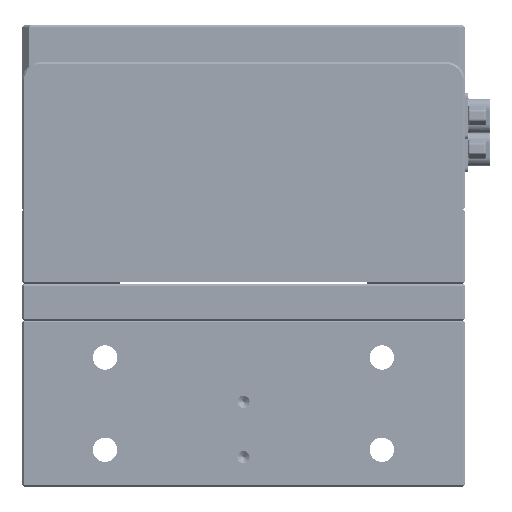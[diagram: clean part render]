
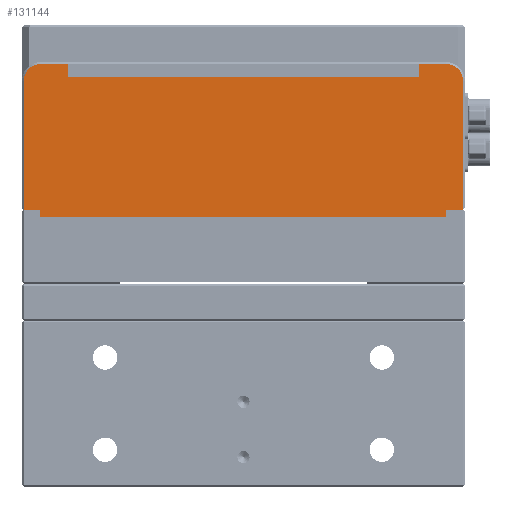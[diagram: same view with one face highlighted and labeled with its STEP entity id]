
A CAD part, front view. The second image highlights one B-rep face of the part: STEP entity #131144.
In plain terms, the highlighted planar face has unit normal (0, -1, 0).
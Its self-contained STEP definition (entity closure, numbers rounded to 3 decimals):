
#969 = CARTESIAN_POINT ( 'NONE',  ( 107., 0., 110.5 ) ) ;
#2348 = VERTEX_POINT ( 'NONE', #191841 ) ;
#3429 = CARTESIAN_POINT ( 'NONE',  ( 119.5, 0., 72.5 ) ) ;
#3561 = ORIENTED_EDGE ( 'NONE', *, *, #13780, .T. ) ;
#5989 = CARTESIAN_POINT ( 'NONE',  ( 107., 0., 110.5 ) ) ;
#8170 = VERTEX_POINT ( 'NONE', #213532 ) ;
#10192 = ORIENTED_EDGE ( 'NONE', *, *, #158795, .F. ) ;
#12152 = CARTESIAN_POINT ( 'NONE',  ( -0.5, 0., 74.5 ) ) ;
#12897 = VECTOR ( 'NONE', #140086, 1000. ) ;
#13780 = EDGE_CURVE ( 'NONE', #180019, #191116, #98360, .T. ) ;
#14351 = EDGE_CURVE ( 'NONE', #69469, #151494, #77029, .T. ) ;
#14744 = CARTESIAN_POINT ( 'NONE',  ( 114.5, 0., 72.5 ) ) ;
#14886 = EDGE_CURVE ( 'NONE', #98510, #8170, #55492, .T. ) ;
#15784 = CARTESIAN_POINT ( 'NONE',  ( 4.5, 0., 109.5 ) ) ;
#16592 = ORIENTED_EDGE ( 'NONE', *, *, #104279, .T. ) ;
#22029 = ORIENTED_EDGE ( 'NONE', *, *, #160812, .T. ) ;
#24867 = CARTESIAN_POINT ( 'NONE',  ( 107., 0., 114. ) ) ;
#25241 = LINE ( 'NONE', #68918, #86094 ) ;
#28401 = CARTESIAN_POINT ( 'NONE',  ( 12., 0., 114. ) ) ;
#32661 = VERTEX_POINT ( 'NONE', #73945 ) ;
#34572 = CARTESIAN_POINT ( 'NONE',  ( 114.5, 0., 109.5 ) ) ;
#42220 = EDGE_CURVE ( 'NONE', #123359, #210404, #214545, .T. ) ;
#44313 = CIRCLE ( 'NONE', #125424, 4.5 ) ;
#44983 = ORIENTED_EDGE ( 'NONE', *, *, #211449, .F. ) ;
#48722 = DIRECTION ( 'NONE',  ( 0., -1., 0. ) ) ;
#49550 = CARTESIAN_POINT ( 'NONE',  ( 114.5, 0., 114. ) ) ;
#51050 = CARTESIAN_POINT ( 'NONE',  ( 12., 0., 110.5 ) ) ;
#55492 = LINE ( 'NONE', #12152, #186034 ) ;
#60917 = CARTESIAN_POINT ( 'NONE',  ( 114.5, 0., 74.5 ) ) ;
#61077 = CARTESIAN_POINT ( 'NONE',  ( -0.5, 0., 74.5 ) ) ;
#64988 = ORIENTED_EDGE ( 'NONE', *, *, #155952, .T. ) ;
#65833 = LINE ( 'NONE', #3429, #12897 ) ;
#65981 = VECTOR ( 'NONE', #86312, 1000. ) ;
#68472 = VERTEX_POINT ( 'NONE', #81265 ) ;
#68918 = CARTESIAN_POINT ( 'NONE',  ( 119., 0., 109.5 ) ) ;
#69469 = VERTEX_POINT ( 'NONE', #148384 ) ;
#70632 = DIRECTION ( 'NONE',  ( 1., 0., 0. ) ) ;
#73061 = DIRECTION ( 'NONE',  ( 1., 0., 0. ) ) ;
#73224 = ORIENTED_EDGE ( 'NONE', *, *, #42220, .T. ) ;
#73945 = CARTESIAN_POINT ( 'NONE',  ( 12., 0., 110.5 ) ) ;
#77029 = LINE ( 'NONE', #60917, #124842 ) ;
#80852 = LINE ( 'NONE', #61077, #211501 ) ;
#81265 = CARTESIAN_POINT ( 'NONE',  ( 0., 0., 109.5 ) ) ;
#83511 = ORIENTED_EDGE ( 'NONE', *, *, #150421, .T. ) ;
#85111 = VECTOR ( 'NONE', #205737, 1000. ) ;
#86094 = VECTOR ( 'NONE', #138097, 1000. ) ;
#86312 = DIRECTION ( 'NONE',  ( 0., 0., -1. ) ) ;
#87695 = EDGE_LOOP ( 'NONE', ( #16592, #73224, #22029, #178932, #162346, #64988, #10192, #165161, #183796, #119471, #83511, #3561, #173373, #44983 ) ) ;
#90138 = PLANE ( 'NONE',  #172492 ) ;
#95288 = DIRECTION ( 'NONE',  ( 1., 0., 0. ) ) ;
#98360 = LINE ( 'NONE', #206483, #85111 ) ;
#98510 = VERTEX_POINT ( 'NONE', #193942 ) ;
#101668 = CARTESIAN_POINT ( 'NONE',  ( 107., 0., 110.5 ) ) ;
#104279 = EDGE_CURVE ( 'NONE', #32661, #123359, #120233, .T. ) ;
#117363 = DIRECTION ( 'NONE',  ( 0., 0., 1. ) ) ;
#119471 = ORIENTED_EDGE ( 'NONE', *, *, #212061, .T. ) ;
#120233 = LINE ( 'NONE', #51050, #205569 ) ;
#123359 = VERTEX_POINT ( 'NONE', #28401 ) ;
#124842 = VECTOR ( 'NONE', #215032, 1000. ) ;
#125424 = AXIS2_PLACEMENT_3D ( 'NONE', #34572, #48722, #184902 ) ;
#126599 = DIRECTION ( 'NONE',  ( 0., -1., 0. ) ) ;
#126901 = LINE ( 'NONE', #101668, #212278 ) ;
#131144 = ADVANCED_FACE ( 'NONE', ( #160579 ), #90138, .T. ) ;
#133326 = VECTOR ( 'NONE', #70632, 1000. ) ;
#133894 = VERTEX_POINT ( 'NONE', #185913 ) ;
#138097 = DIRECTION ( 'NONE',  ( 0., 0., 1. ) ) ;
#140086 = DIRECTION ( 'NONE',  ( -1., 0., 0. ) ) ;
#145192 = DIRECTION ( 'NONE',  ( 1., 0., 0. ) ) ;
#146599 = DIRECTION ( 'NONE',  ( -1., 0., 0. ) ) ;
#148384 = CARTESIAN_POINT ( 'NONE',  ( 114.5, 0., 74.5 ) ) ;
#148932 = CARTESIAN_POINT ( 'NONE',  ( 0., 0., 74.5 ) ) ;
#150421 = EDGE_CURVE ( 'NONE', #210827, #180019, #44313, .T. ) ;
#151494 = VERTEX_POINT ( 'NONE', #14744 ) ;
#151949 = LINE ( 'NONE', #969, #133326 ) ;
#154486 = VERTEX_POINT ( 'NONE', #5989 ) ;
#155952 = EDGE_CURVE ( 'NONE', #8170, #2348, #217874, .T. ) ;
#158795 = EDGE_CURVE ( 'NONE', #151494, #2348, #65833, .T. ) ;
#160579 = FACE_OUTER_BOUND ( 'NONE', #87695, .T. ) ;
#160812 = EDGE_CURVE ( 'NONE', #210404, #68472, #171629, .T. ) ;
#162346 = ORIENTED_EDGE ( 'NONE', *, *, #14886, .T. ) ;
#165161 = ORIENTED_EDGE ( 'NONE', *, *, #14351, .F. ) ;
#166425 = EDGE_CURVE ( 'NONE', #69469, #133894, #80852, .T. ) ;
#170133 = DIRECTION ( 'NONE',  ( 0., 0., 1. ) ) ;
#171629 = CIRCLE ( 'NONE', #178353, 4.5 ) ;
#172492 = AXIS2_PLACEMENT_3D ( 'NONE', #195171, #126599, #73061 ) ;
#173373 = ORIENTED_EDGE ( 'NONE', *, *, #187611, .F. ) ;
#178353 = AXIS2_PLACEMENT_3D ( 'NONE', #15784, #202507, #219571 ) ;
#178932 = ORIENTED_EDGE ( 'NONE', *, *, #181694, .T. ) ;
#179725 = VECTOR ( 'NONE', #199610, 1000. ) ;
#180019 = VERTEX_POINT ( 'NONE', #49550 ) ;
#181694 = EDGE_CURVE ( 'NONE', #68472, #98510, #198278, .T. ) ;
#183796 = ORIENTED_EDGE ( 'NONE', *, *, #166425, .T. ) ;
#184902 = DIRECTION ( 'NONE',  ( 1., 0., 0. ) ) ;
#185913 = CARTESIAN_POINT ( 'NONE',  ( 119., 0., 74.5 ) ) ;
#186034 = VECTOR ( 'NONE', #95288, 1000. ) ;
#187611 = EDGE_CURVE ( 'NONE', #154486, #191116, #126901, .T. ) ;
#191116 = VERTEX_POINT ( 'NONE', #24867 ) ;
#191841 = CARTESIAN_POINT ( 'NONE',  ( 4.5, 0., 72.5 ) ) ;
#193701 = CARTESIAN_POINT ( 'NONE',  ( 119., 0., 109.5 ) ) ;
#193942 = CARTESIAN_POINT ( 'NONE',  ( 0., 0., 74.5 ) ) ;
#195171 = CARTESIAN_POINT ( 'NONE',  ( -0.5, 0., 114.5 ) ) ;
#195699 = VECTOR ( 'NONE', #146599, 1000. ) ;
#198278 = LINE ( 'NONE', #148932, #179725 ) ;
#199610 = DIRECTION ( 'NONE',  ( 0., 0., -1. ) ) ;
#200169 = CARTESIAN_POINT ( 'NONE',  ( 4.5, 0., 114. ) ) ;
#202507 = DIRECTION ( 'NONE',  ( 0., -1., 0. ) ) ;
#204071 = CARTESIAN_POINT ( 'NONE',  ( 4.5, 0., 74.5 ) ) ;
#205569 = VECTOR ( 'NONE', #170133, 1000. ) ;
#205737 = DIRECTION ( 'NONE',  ( -1., 0., 0. ) ) ;
#206483 = CARTESIAN_POINT ( 'NONE',  ( 107., 0., 114. ) ) ;
#210404 = VERTEX_POINT ( 'NONE', #212591 ) ;
#210827 = VERTEX_POINT ( 'NONE', #193701 ) ;
#211449 = EDGE_CURVE ( 'NONE', #32661, #154486, #151949, .T. ) ;
#211501 = VECTOR ( 'NONE', #145192, 1000. ) ;
#212061 = EDGE_CURVE ( 'NONE', #133894, #210827, #25241, .T. ) ;
#212278 = VECTOR ( 'NONE', #117363, 1000. ) ;
#212591 = CARTESIAN_POINT ( 'NONE',  ( 4.5, 0., 114. ) ) ;
#213532 = CARTESIAN_POINT ( 'NONE',  ( 4.5, 0., 74.5 ) ) ;
#214545 = LINE ( 'NONE', #200169, #195699 ) ;
#215032 = DIRECTION ( 'NONE',  ( 0., 0., -1. ) ) ;
#217874 = LINE ( 'NONE', #204071, #65981 ) ;
#219571 = DIRECTION ( 'NONE',  ( 1., 0., 0. ) ) ;
